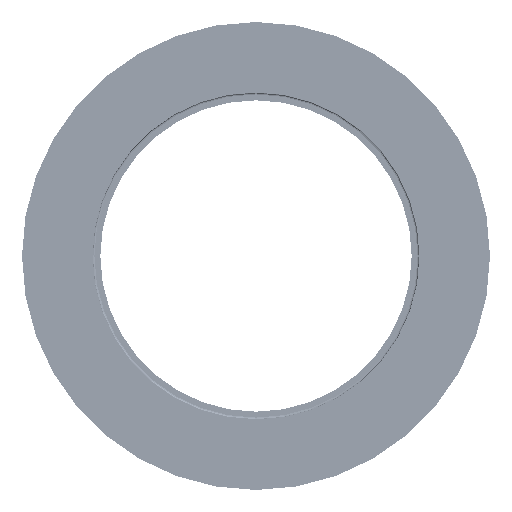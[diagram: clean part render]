
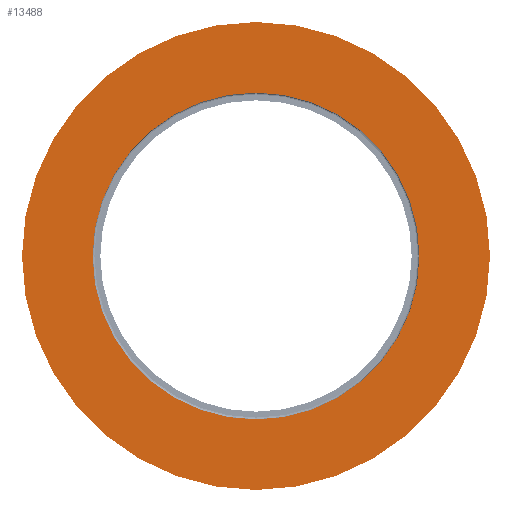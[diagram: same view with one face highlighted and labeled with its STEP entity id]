
A CAD part, left-side view. The second image highlights one B-rep face of the part: STEP entity #13488.
In plain terms, the highlighted planar face has unit normal (-1, 0, 0).
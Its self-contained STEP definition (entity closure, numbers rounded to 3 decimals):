
#1131 = EDGE_CURVE ( 'NONE', #10626, #83468, #22050, .T. ) ;
#3469 = DIRECTION ( 'NONE',  ( 0., 0., -1. ) ) ;
#4035 = DIRECTION ( 'NONE',  ( 1., 0., 0. ) ) ;
#4641 = CARTESIAN_POINT ( 'NONE',  ( 0., 26.2, 0. ) ) ;
#6473 = PLANE ( 'NONE',  #62497 ) ;
#10626 = VERTEX_POINT ( 'NONE', #163846 ) ;
#12046 = DIRECTION ( 'NONE',  ( -1., 0., 0. ) ) ;
#13488 = ADVANCED_FACE ( 'NONE', ( #144802, #145045 ), #6473, .F. ) ;
#18185 = CARTESIAN_POINT ( 'NONE',  ( 0., 0., 0. ) ) ;
#19891 = VERTEX_POINT ( 'NONE', #93036 ) ;
#22050 = CIRCLE ( 'NONE', #117842, 26.2 ) ;
#22121 = ORIENTED_EDGE ( 'NONE', *, *, #81610, .T. ) ;
#31447 = DIRECTION ( 'NONE',  ( 0., 0., 1. ) ) ;
#42764 = DIRECTION ( 'NONE',  ( 0., 0., 1. ) ) ;
#42962 = DIRECTION ( 'NONE',  ( -1., 0., 0. ) ) ;
#43311 = CARTESIAN_POINT ( 'NONE',  ( 0., 0., 0. ) ) ;
#60090 = CARTESIAN_POINT ( 'NONE',  ( 0., 0., 37.5 ) ) ;
#62497 = AXIS2_PLACEMENT_3D ( 'NONE', #4641, #4035, #3469 ) ;
#66113 = CARTESIAN_POINT ( 'NONE',  ( 0., 0., -26.2 ) ) ;
#73179 = AXIS2_PLACEMENT_3D ( 'NONE', #18185, #109325, #31447 ) ;
#81610 = EDGE_CURVE ( 'NONE', #97109, #19891, #92378, .T. ) ;
#83468 = VERTEX_POINT ( 'NONE', #66113 ) ;
#85848 = EDGE_LOOP ( 'NONE', ( #89469, #134762 ) ) ;
#89469 = ORIENTED_EDGE ( 'NONE', *, *, #1131, .F. ) ;
#89932 = CARTESIAN_POINT ( 'NONE',  ( 0., 0., 0. ) ) ;
#91398 = EDGE_LOOP ( 'NONE', ( #22121, #157374 ) ) ;
#92291 = DIRECTION ( 'NONE',  ( 0., 0., 1. ) ) ;
#92378 = CIRCLE ( 'NONE', #96223, 37.5 ) ;
#92855 = DIRECTION ( 'NONE',  ( -1., 0., 0. ) ) ;
#93036 = CARTESIAN_POINT ( 'NONE',  ( 0., 0., -37.5 ) ) ;
#93337 = CIRCLE ( 'NONE', #167285, 37.5 ) ;
#93989 = CARTESIAN_POINT ( 'NONE',  ( 0., 0., 0. ) ) ;
#96223 = AXIS2_PLACEMENT_3D ( 'NONE', #43311, #42962, #42764 ) ;
#97109 = VERTEX_POINT ( 'NONE', #60090 ) ;
#99306 = EDGE_CURVE ( 'NONE', #83468, #10626, #132548, .T. ) ;
#103084 = DIRECTION ( 'NONE',  ( 0., 0., 1. ) ) ;
#109325 = DIRECTION ( 'NONE',  ( -1., 0., 0. ) ) ;
#117842 = AXIS2_PLACEMENT_3D ( 'NONE', #93989, #92855, #92291 ) ;
#123602 = EDGE_CURVE ( 'NONE', #19891, #97109, #93337, .T. ) ;
#132548 = CIRCLE ( 'NONE', #73179, 26.2 ) ;
#134762 = ORIENTED_EDGE ( 'NONE', *, *, #99306, .F. ) ;
#144802 = FACE_BOUND ( 'NONE', #85848, .T. ) ;
#145045 = FACE_OUTER_BOUND ( 'NONE', #91398, .T. ) ;
#157374 = ORIENTED_EDGE ( 'NONE', *, *, #123602, .T. ) ;
#163846 = CARTESIAN_POINT ( 'NONE',  ( 0., 0., 26.2 ) ) ;
#167285 = AXIS2_PLACEMENT_3D ( 'NONE', #89932, #12046, #103084 ) ;
